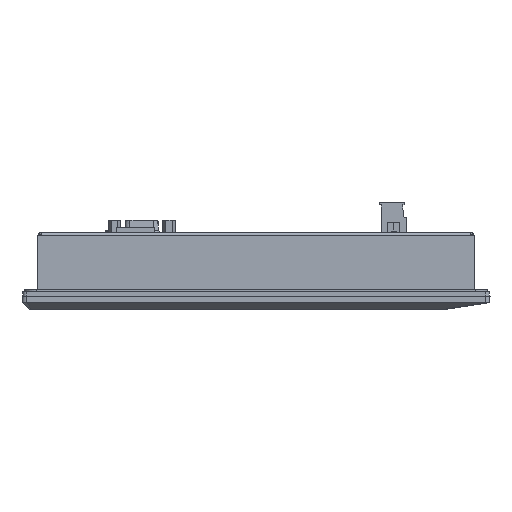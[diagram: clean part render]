
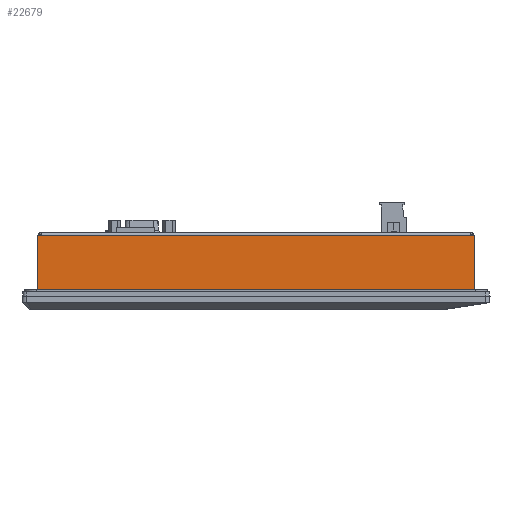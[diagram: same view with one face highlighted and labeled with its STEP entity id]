
A CAD part, left-side view. The second image highlights one B-rep face of the part: STEP entity #22679.
In plain terms, the highlighted planar face has unit normal (-1, 0, 0).
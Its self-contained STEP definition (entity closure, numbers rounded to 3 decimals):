
#177 = DIRECTION ( 'NONE',  ( 0., -1., 0. ) ) ;
#782 = VERTEX_POINT ( 'NONE', #16645 ) ;
#1955 = B_SPLINE_CURVE_WITH_KNOTS ( 'NONE', 3,
 ( #27389, #27195, #26682, #26592 ),
 .UNSPECIFIED., .F., .F.,
 ( 4, 4 ),
 ( 0., 1. ),
 .UNSPECIFIED. ) ;
#2163 = VECTOR ( 'NONE', #7217, 1000. ) ;
#3148 = CARTESIAN_POINT ( 'NONE',  ( -74.49, 53.4, -12.1 ) ) ;
#4350 = CARTESIAN_POINT ( 'NONE',  ( -74.49, 152.51, 13.9 ) ) ;
#5337 = CARTESIAN_POINT ( 'NONE',  ( -74.49, -45.71, 13.9 ) ) ;
#5557 = EDGE_LOOP ( 'NONE', ( #7417, #7581, #8158, #8629, #13438, #22842, #9738, #10246 ) ) ;
#5928 = CARTESIAN_POINT ( 'NONE',  ( -74.49, 153.55, -12.1 ) ) ;
#6022 = EDGE_CURVE ( 'NONE', #20806, #26883, #16581, .T. ) ;
#6660 = DIRECTION ( 'NONE',  ( 0., 0., 1. ) ) ;
#6736 = CARTESIAN_POINT ( 'NONE',  ( -74.49, -46.75, 0.05 ) ) ;
#7217 = DIRECTION ( 'NONE',  ( 0., 1., 0. ) ) ;
#7417 = ORIENTED_EDGE ( 'NONE', *, *, #14818, .T. ) ;
#7581 = ORIENTED_EDGE ( 'NONE', *, *, #14955, .T. ) ;
#8158 = ORIENTED_EDGE ( 'NONE', *, *, #15798, .T. ) ;
#8629 = ORIENTED_EDGE ( 'NONE', *, *, #13143, .T. ) ;
#9738 = ORIENTED_EDGE ( 'NONE', *, *, #6022, .F. ) ;
#9972 = CARTESIAN_POINT ( 'NONE',  ( -74.49, 152.78, 13.9 ) ) ;
#10246 = ORIENTED_EDGE ( 'NONE', *, *, #15225, .F. ) ;
#10453 = CARTESIAN_POINT ( 'NONE',  ( -74.49, -46.75, -12.1 ) ) ;
#10872 = VERTEX_POINT ( 'NONE', #10453 ) ;
#11681 = VERTEX_POINT ( 'NONE', #5928 ) ;
#11900 = CARTESIAN_POINT ( 'NONE',  ( -74.49, 153.55, 0.05 ) ) ;
#12095 = LINE ( 'NONE', #9972, #2163 ) ;
#12405 = LINE ( 'NONE', #11900, #12849 ) ;
#12672 = LINE ( 'NONE', #6736, #15353 ) ;
#12849 = VECTOR ( 'NONE', #26480, 1000. ) ;
#13102 = LINE ( 'NONE', #22609, #19960 ) ;
#13143 = EDGE_CURVE ( 'NONE', #10872, #782, #12672, .T. ) ;
#13438 = ORIENTED_EDGE ( 'NONE', *, *, #15319, .F. ) ;
#14084 = AXIS2_PLACEMENT_3D ( 'NONE', #17228, #17221, #17171 ) ;
#14792 = B_SPLINE_CURVE_WITH_KNOTS ( 'NONE', 3,
 ( #26283, #26083, #25986, #25887 ),
 .UNSPECIFIED., .F., .F.,
 ( 4, 4 ),
 ( 0., 1. ),
 .UNSPECIFIED. ) ;
#14818 = EDGE_CURVE ( 'NONE', #18066, #27872, #12095, .T. ) ;
#14955 = EDGE_CURVE ( 'NONE', #27872, #11681, #12405, .T. ) ;
#15187 = EDGE_CURVE ( 'NONE', #26883, #23524, #1955, .T. ) ;
#15225 = EDGE_CURVE ( 'NONE', #18066, #20806, #14792, .T. ) ;
#15319 = EDGE_CURVE ( 'NONE', #23524, #782, #13102, .T. ) ;
#15353 = VECTOR ( 'NONE', #6660, 1000. ) ;
#15798 = EDGE_CURVE ( 'NONE', #11681, #10872, #20470, .T. ) ;
#16320 = CARTESIAN_POINT ( 'NONE',  ( -74.49, -45.31, 14.1 ) ) ;
#16581 = LINE ( 'NONE', #22120, #19609 ) ;
#16645 = CARTESIAN_POINT ( 'NONE',  ( -74.49, -46.75, 13.9 ) ) ;
#17171 = DIRECTION ( 'NONE',  ( 0., -1., 0. ) ) ;
#17221 = DIRECTION ( 'NONE',  ( 1., 0., 0. ) ) ;
#17228 = CARTESIAN_POINT ( 'NONE',  ( -74.49, -46.75, 13.9 ) ) ;
#17429 = PLANE ( 'NONE',  #14084 ) ;
#18066 = VERTEX_POINT ( 'NONE', #4350 ) ;
#18419 = DIRECTION ( 'NONE',  ( 0., -1., 0. ) ) ;
#19609 = VECTOR ( 'NONE', #18419, 1000. ) ;
#19960 = VECTOR ( 'NONE', #22514, 1000. ) ;
#20470 = LINE ( 'NONE', #3148, #27530 ) ;
#20806 = VERTEX_POINT ( 'NONE', #29192 ) ;
#22120 = CARTESIAN_POINT ( 'NONE',  ( -74.49, -307.861, 14.1 ) ) ;
#22514 = DIRECTION ( 'NONE',  ( 0., -1., 0. ) ) ;
#22609 = CARTESIAN_POINT ( 'NONE',  ( -74.49, -45.98, 13.9 ) ) ;
#22679 = ADVANCED_FACE ( 'NONE', ( #28746 ), #17429, .F. ) ;
#22842 = ORIENTED_EDGE ( 'NONE', *, *, #15187, .F. ) ;
#23524 = VERTEX_POINT ( 'NONE', #5337 ) ;
#25887 = CARTESIAN_POINT ( 'NONE',  ( -74.49, 152.11, 14.1 ) ) ;
#25986 = CARTESIAN_POINT ( 'NONE',  ( -74.49, 152.203, 13.976 ) ) ;
#26083 = CARTESIAN_POINT ( 'NONE',  ( -74.49, 152.355, 13.9 ) ) ;
#26283 = CARTESIAN_POINT ( 'NONE',  ( -74.49, 152.51, 13.9 ) ) ;
#26480 = DIRECTION ( 'NONE',  ( 0., 0., -1. ) ) ;
#26592 = CARTESIAN_POINT ( 'NONE',  ( -74.49, -45.71, 13.9 ) ) ;
#26682 = CARTESIAN_POINT ( 'NONE',  ( -74.49, -45.555, 13.9 ) ) ;
#26883 = VERTEX_POINT ( 'NONE', #16320 ) ;
#27195 = CARTESIAN_POINT ( 'NONE',  ( -74.49, -45.403, 13.976 ) ) ;
#27389 = CARTESIAN_POINT ( 'NONE',  ( -74.49, -45.31, 14.1 ) ) ;
#27530 = VECTOR ( 'NONE', #177, 1000. ) ;
#27872 = VERTEX_POINT ( 'NONE', #29458 ) ;
#28746 = FACE_OUTER_BOUND ( 'NONE', #5557, .T. ) ;
#29192 = CARTESIAN_POINT ( 'NONE',  ( -74.49, 152.11, 14.1 ) ) ;
#29458 = CARTESIAN_POINT ( 'NONE',  ( -74.49, 153.55, 13.9 ) ) ;
